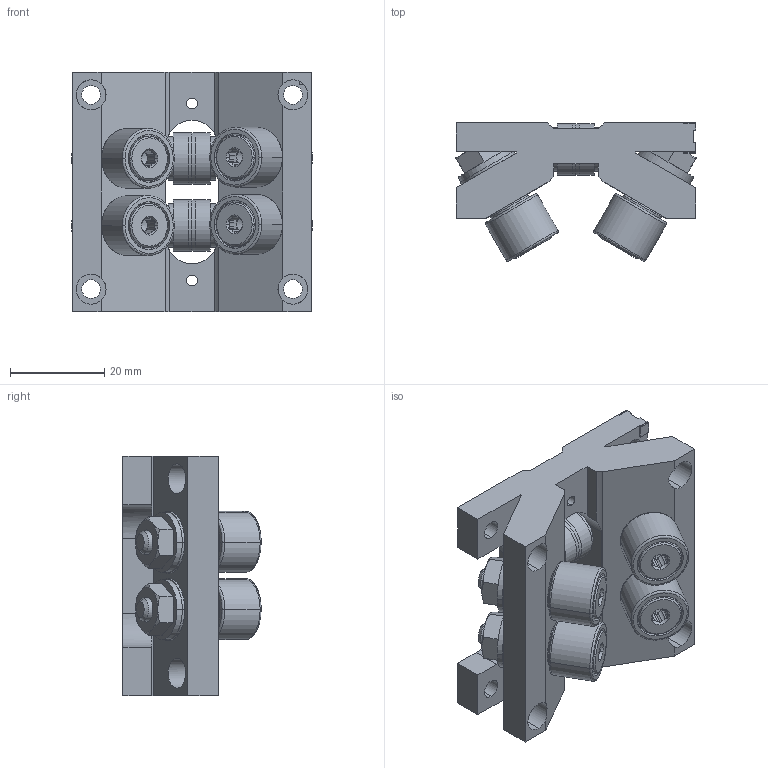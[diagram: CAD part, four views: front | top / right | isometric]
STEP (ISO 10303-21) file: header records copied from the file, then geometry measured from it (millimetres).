
FILE_DESCRIPTION (( 'STEP AP203' ), '1' );
FILE_NAME ('DPB-08-OPN.step', '2024-10-21T11:13:45', ( '' ), ( '' ), 'SwSTEP 2.0', 'SolidWorks 2023', '' );
FILE_SCHEMA (( 'CONFIG_CONTROL_DESIGN' ));
Length unit declared in the file: inch
Products named in the file (1): DPB-08-OPN
Bounding box: 51.07 x 29.37 x 50.8 mm (x, y, z)
Volume: 35395.4 mm3; surface area: 19818.5 mm2
Topology: 19 solids, 19 shells, 547 faces, 1335 edges, 846 vertices
Faces by surface type: plane 230, cylinder 181, cone 112, bspline 16, torus 8
Entity records: 17262 total; most frequent: CARTESIAN_POINT 4281, DIRECTION 2745, ORIENTED_EDGE 2654, EDGE_CURVE 1327, AXIS2_PLACEMENT_3D 1066, VERTEX_POINT 846, EDGE_LOOP 633, VECTOR 613
